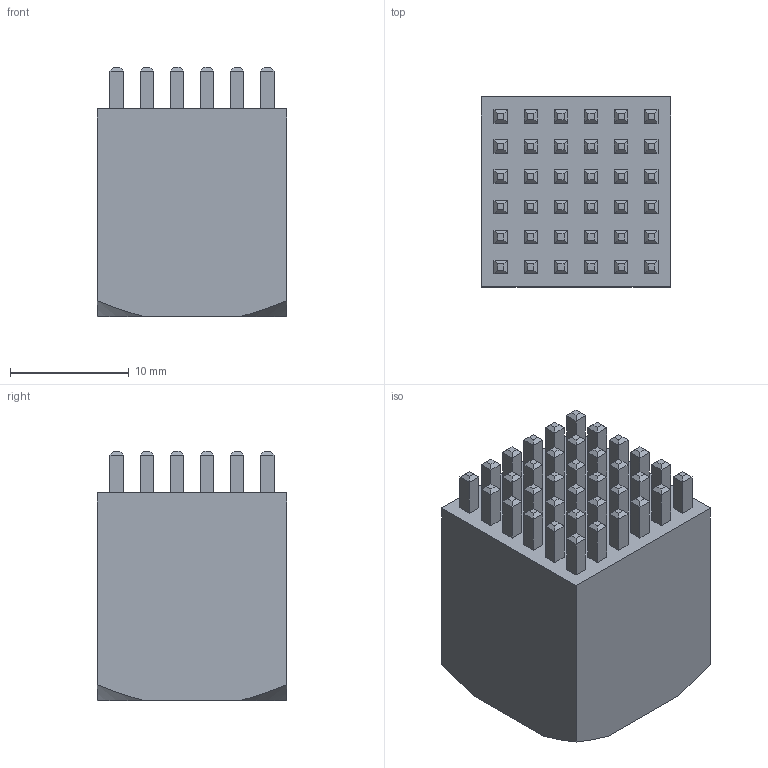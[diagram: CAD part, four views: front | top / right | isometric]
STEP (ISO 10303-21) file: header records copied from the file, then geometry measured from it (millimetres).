
FILE_DESCRIPTION (( 'STEP AP203' ), '1' );
FILE_NAME ('96986-B.STEP', '2013-12-17T21:29:59', ( 'Hajo' ), ( 'Microsoft' ), 'SwSTEP 2.0', 'SolidWorks 2011', '' );
FILE_SCHEMA (( 'CONFIG_CONTROL_DESIGN' ));
Length unit declared in the file: millimetre
Products named in the file (1): 96986-B
Bounding box: 16 x 16 x 21 mm (x, y, z)
Volume: 3778.4 mm3; surface area: 2527.8 mm2
Topology: 1 solids, 1 shells, 340 faces, 758 edges, 455 vertices
Faces by surface type: plane 330, cone 8, cylinder 2
Entity records: 9115 total; most frequent: CARTESIAN_POINT 1592, ORIENTED_EDGE 1512, DIRECTION 1440, EDGE_CURVE 756, VECTOR 738, LINE 738, VERTEX_POINT 455, EDGE_LOOP 377
